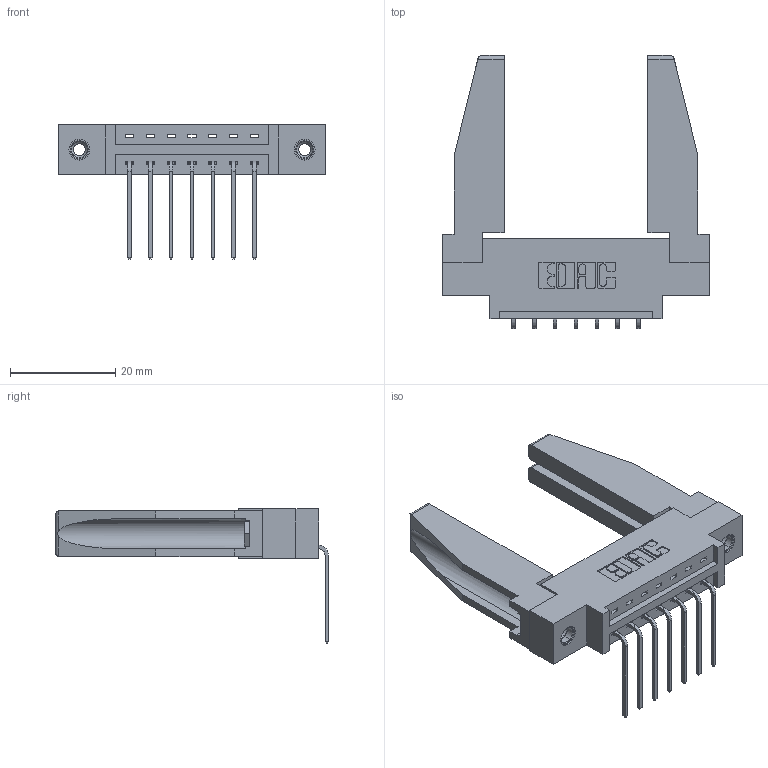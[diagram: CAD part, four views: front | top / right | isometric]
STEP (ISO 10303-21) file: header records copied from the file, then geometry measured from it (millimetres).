
FILE_DESCRIPTION (( 'STEP AP203' ), '1' );
FILE_NAME ('337-007-559-678.STEP', '2019-09-27T18:27:51', ( '' ), ( '' ), 'SwSTEP 2.0', 'SolidWorks 2016', '' );
FILE_SCHEMA (( 'CONFIG_CONTROL_DESIGN' ));
Length unit declared in the file: inch
Products named in the file (5): 337 Part_0.170 Offset - 0.156 Dia-TI; 307-220-078; 337-007-559-678; 345-250-001_345-250-001-102; 345-292-001_558 559 Tail - 1
Assembly tree (12 placements, depth 2):
  337-007-559-678
    337 Part_0.170 Offset - 0.156 Dia-TI
    345-292-001_558 559 Tail - 1  x7
    345-250-001_345-250-001-102  x2
    307-220-078  x2
Bounding box: 50.75 x 51.88 x 25.53 mm (x, y, z)
Volume: 8735.7 mm3; surface area: 8782.9 mm2
Topology: 12 solids, 12 shells, 696 faces, 2011 edges, 1322 vertices
Faces by surface type: plane 494, cylinder 186, cone 12, torus 4
Entity records: 12386 total; most frequent: CARTESIAN_POINT 2149, ORIENTED_EDGE 2048, DIRECTION 1890, EDGE_CURVE 1024, VECTOR 858, LINE 858, VERTEX_POINT 676, AXIS2_PLACEMENT_3D 516
